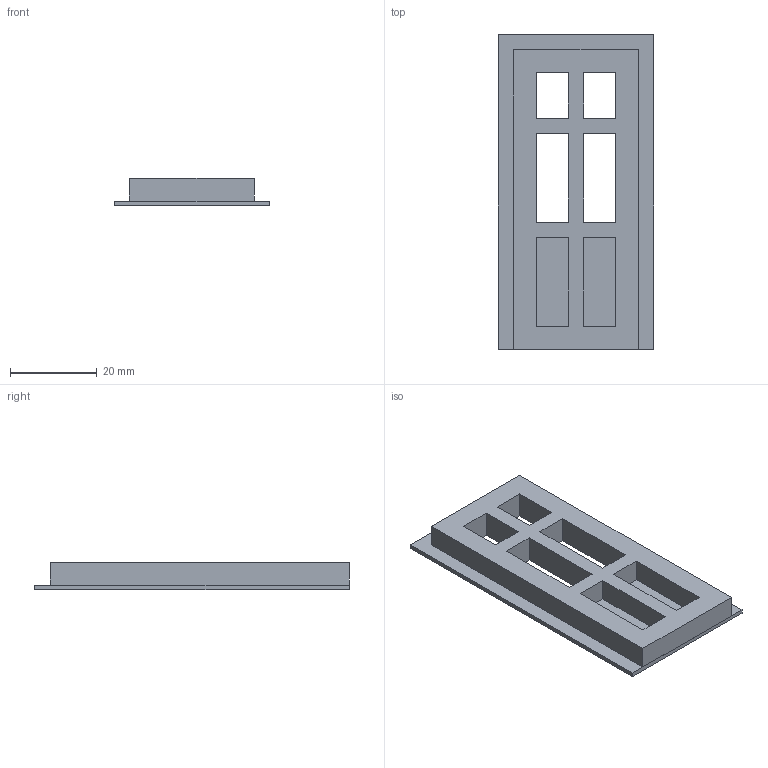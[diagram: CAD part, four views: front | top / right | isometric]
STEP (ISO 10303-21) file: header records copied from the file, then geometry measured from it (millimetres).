
FILE_DESCRIPTION (( 'STEP AP214' ), '1' );
FILE_NAME ('Porta.STEP', '2024-09-05T14:46:09', ( '' ), ( '' ), 'SwSTEP 2.0', 'SolidWorks 2023', '' );
FILE_SCHEMA (( 'AUTOMOTIVE_DESIGN' ));
Length unit declared in the file: millimetre
Products named in the file (1): Porta
Bounding box: 35.9 x 72.67 x 6.25 mm (x, y, z)
Volume: 8601.3 mm3; surface area: 7276.6 mm2
Topology: 1 solids, 1 shells, 38 faces, 100 edges, 66 vertices
Faces by surface type: plane 38
Entity records: 1187 total; most frequent: CARTESIAN_POINT 205, ORIENTED_EDGE 200, DIRECTION 178, LINE 100, EDGE_CURVE 100, VECTOR 100, VERTEX_POINT 66, EDGE_LOOP 48
